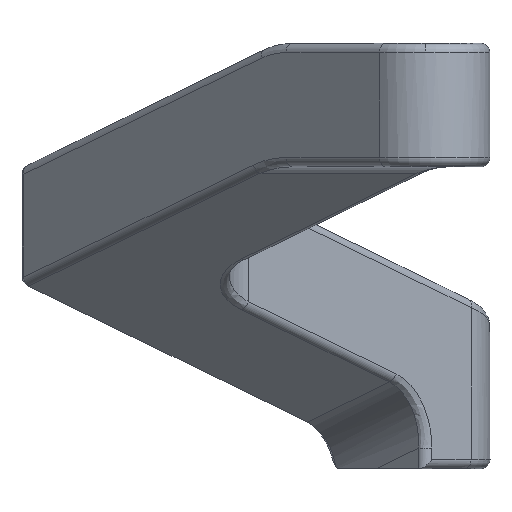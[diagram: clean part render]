
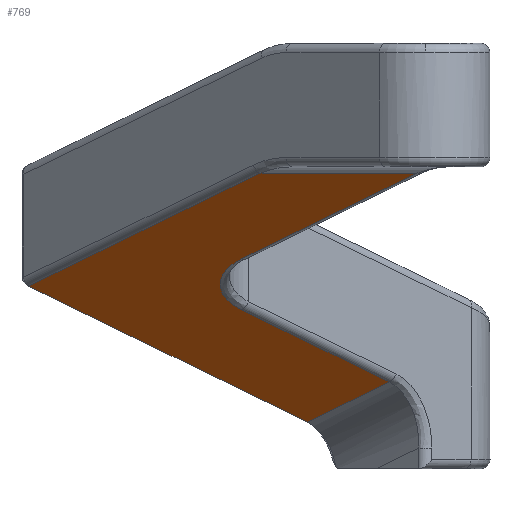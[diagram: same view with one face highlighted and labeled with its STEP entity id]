
A CAD part, left-side view. The second image highlights one B-rep face of the part: STEP entity #769.
In plain terms, the highlighted planar face has unit normal (-0.439, 0, -0.899).
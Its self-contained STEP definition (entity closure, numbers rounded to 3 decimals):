
#20 = EDGE_CURVE ( 'NONE', #1271, #216, #1985, .T. ) ;
#29 = CARTESIAN_POINT ( 'NONE',  ( -83.937, -44.961, -17.329 ) ) ;
#58 = CARTESIAN_POINT ( 'NONE',  ( -83.523, -44.547, -17.531 ) ) ;
#192 = LINE ( 'NONE', #1535, #1942 ) ;
#216 = VERTEX_POINT ( 'NONE', #58 ) ;
#372 = DIRECTION ( 'NONE',  ( -0.668, -0.668, 0.326 ) ) ;
#385 = CARTESIAN_POINT ( 'NONE',  ( -22.978, -23.05, -47.081 ) ) ;
#404 = LINE ( 'NONE', #1048, #454 ) ;
#415 = DIRECTION ( 'NONE',  ( 0.439, 0., 0.899 ) ) ;
#422 = CARTESIAN_POINT ( 'NONE',  ( -68.391, -35.071, -24.917 ) ) ;
#454 = VECTOR ( 'NONE', #2007, 1000. ) ;
#488 = CARTESIAN_POINT ( 'NONE',  ( -70.048, -33.414, -24.108 ) ) ;
#560 = VECTOR ( 'NONE', #1136, 1000. ) ;
#654 = CARTESIAN_POINT ( 'NONE',  ( -44.216, 3.246, -36.716 ) ) ;
#667 = CARTESIAN_POINT ( 'NONE',  ( -60.413, -43.049, -28.81 ) ) ;
#697 = VECTOR ( 'NONE', #372, 1000. ) ;
#722 = CARTESIAN_POINT ( 'NONE',  ( -71.025, -23.563, -23.631 ) ) ;
#725 = EDGE_CURVE ( 'NONE', #1375, #1127, #404, .T. ) ;
#731 = ORIENTED_EDGE ( 'NONE', *, *, #1200, .T. ) ;
#736 = VECTOR ( 'NONE', #1109, 1000. ) ;
#769 = ADVANCED_FACE ( 'NONE', ( #887 ), #1548, .F. ) ;
#820 = VERTEX_POINT ( 'NONE', #722 ) ;
#826 = LINE ( 'NONE', #1857, #2001 ) ;
#847 = DIRECTION ( 'NONE',  ( -0.668, -0.668, 0.326 ) ) ;
#887 = FACE_OUTER_BOUND ( 'NONE', #1788, .T. ) ;
#962 = ORIENTED_EDGE ( 'NONE', *, *, #1705, .T. ) ;
#979 = LINE ( 'NONE', #1959, #736 ) ;
#981 = LINE ( 'NONE', #654, #560 ) ;
#1013 = DIRECTION ( 'NONE',  ( 0.668, -0.668, -0.326 ) ) ;
#1048 = CARTESIAN_POINT ( 'NONE',  ( -68.307, -35.155, -24.958 ) ) ;
#1092 = CARTESIAN_POINT ( 'NONE',  ( -74.048, -35.071, -22.156 ) ) ;
#1109 = DIRECTION ( 'NONE',  ( 0., 1., 0. ) ) ;
#1116 = ORIENTED_EDGE ( 'NONE', *, *, #725, .T. ) ;
#1127 = VERTEX_POINT ( 'NONE', #422 ) ;
#1131 = CARTESIAN_POINT ( 'NONE',  ( -68.391, -35.071, -24.917 ) ) ;
#1136 = DIRECTION ( 'NONE',  ( 0.668, 0.668, -0.326 ) ) ;
#1200 = EDGE_CURVE ( 'NONE', #1127, #1271, #2104, .T. ) ;
#1225 = ORIENTED_EDGE ( 'NONE', *, *, #1740, .T. ) ;
#1271 = VERTEX_POINT ( 'NONE', #2017 ) ;
#1318 = ORIENTED_EDGE ( 'NONE', *, *, #2096, .T. ) ;
#1375 = VERTEX_POINT ( 'NONE', #667 ) ;
#1445 = EDGE_CURVE ( 'NONE', #2002, #1375, #192, .T. ) ;
#1461 = CARTESIAN_POINT ( 'NONE',  ( -83.523, -36.061, -17.531 ) ) ;
#1480 = CARTESIAN_POINT ( 'NONE',  ( -72.391, -33.414, -22.964 ) ) ;
#1535 = CARTESIAN_POINT ( 'NONE',  ( -30.769, -13.404, -43.279 ) ) ;
#1548 = PLANE ( 'NONE',  #1698 ) ;
#1670 = VERTEX_POINT ( 'NONE', #1461 ) ;
#1693 = DIRECTION ( 'NONE',  ( 0.899, 0., -0.439 ) ) ;
#1698 = AXIS2_PLACEMENT_3D ( 'NONE', #385, #415, #1693 ) ;
#1705 = EDGE_CURVE ( 'NONE', #1670, #820, #981, .T. ) ;
#1740 = EDGE_CURVE ( 'NONE', #820, #2002, #826, .T. ) ;
#1788 = EDGE_LOOP ( 'NONE', ( #962, #1225, #1945, #1116, #731, #1805, #1318 ) ) ;
#1805 = ORIENTED_EDGE ( 'NONE', *, *, #20, .T. ) ;
#1857 = CARTESIAN_POINT ( 'NONE',  ( -44.674, -49.914, -36.492 ) ) ;
#1901 = CARTESIAN_POINT ( 'NONE',  ( -55.976, -38.612, -30.976 ) ) ;
#1942 = VECTOR ( 'NONE', #847, 1000. ) ;
#1945 = ORIENTED_EDGE ( 'NONE', *, *, #1445, .T. ) ;
#1959 = CARTESIAN_POINT ( 'NONE',  ( -83.523, -36.3, -17.531 ) ) ;
#1985 = LINE ( 'NONE', #29, #697 ) ;
#2001 = VECTOR ( 'NONE', #1013, 1000. ) ;
#2002 = VERTEX_POINT ( 'NONE', #1901 ) ;
#2007 = DIRECTION ( 'NONE',  ( -0.668, 0.668, 0.326 ) ) ;
#2017 = CARTESIAN_POINT ( 'NONE',  ( -74.048, -35.071, -22.156 ) ) ;
#2096 = EDGE_CURVE ( 'NONE', #216, #1670, #979, .T. ) ;
#2104 =( BOUNDED_CURVE ( )  B_SPLINE_CURVE ( 3, ( #1131, #488, #1480, #1092 ),
 .UNSPECIFIED., .F., .T. ) 
 B_SPLINE_CURVE_WITH_KNOTS ( ( 4, 4 ),
 ( 0.785, 2.356 ),
 .UNSPECIFIED. ) 
 CURVE ( )  GEOMETRIC_REPRESENTATION_ITEM ( )  RATIONAL_B_SPLINE_CURVE ( ( 1., 0.805, 0.805, 1. ) ) 
 REPRESENTATION_ITEM ( '' )  );
